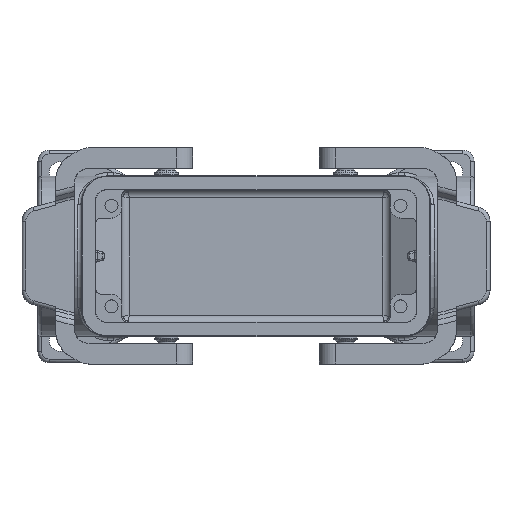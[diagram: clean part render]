
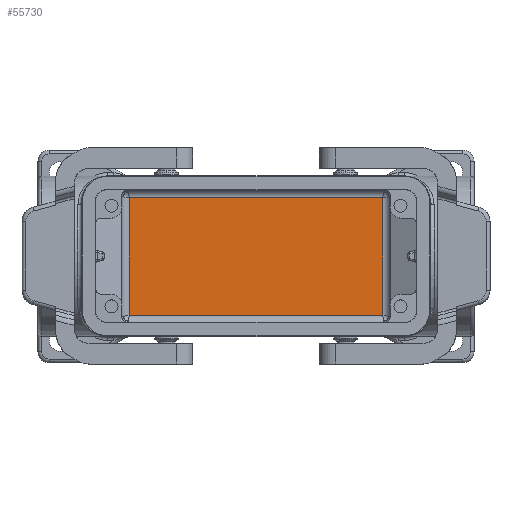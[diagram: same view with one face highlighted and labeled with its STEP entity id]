
A CAD part, top view. The second image highlights one B-rep face of the part: STEP entity #55730.
In plain terms, the highlighted planar face has unit normal (0, 0, 1).
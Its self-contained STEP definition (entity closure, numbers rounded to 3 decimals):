
#55340=CARTESIAN_POINT('',(97.269,40.205,3.));
#55350=DIRECTION('',(0.,0.,1.));
#55360=DIRECTION('',(-1.,0.,0.));
#55370=AXIS2_PLACEMENT_3D('',#55340,#55350,#55360);
#55380=PLANE('',#55370);
#55390=CARTESIAN_POINT('',(107.569,0.,
3.));
#55400=DIRECTION('',(0.,1.,0.));
#55410=VECTOR('',#55400,1.);
#55420=LINE('',#55390,#55410);
#55430=CARTESIAN_POINT('',(107.569,24.455,3.)
);
#55440=VERTEX_POINT('',#55430);
#55450=CARTESIAN_POINT('',(107.569,55.955,3.)
);
#55460=VERTEX_POINT('',#55450);
#55470=EDGE_CURVE('',#55440,#55460,#55420,.T.);
#55480=ORIENTED_EDGE('',*,*,#55470,.T.);
#55490=CARTESIAN_POINT('',(0.,24.455,3.));
#55500=DIRECTION('',(1.,0.,0.));
#55510=VECTOR('',#55500,1.);
#55520=LINE('',#55490,#55510);
#55530=CARTESIAN_POINT('',(39.569,24.455,3.))
;
#55540=VERTEX_POINT('',#55530);
#55550=EDGE_CURVE('',#55540,#55440,#55520,.T.);
#55560=ORIENTED_EDGE('',*,*,#55550,.T.);
#55570=CARTESIAN_POINT('',(39.569,0.,
3.));
#55580=DIRECTION('',(0.,1.,0.));
#55590=VECTOR('',#55580,1.);
#55600=LINE('',#55570,#55590);
#55610=CARTESIAN_POINT('',(39.569,55.955,3.));
#55620=VERTEX_POINT('',#55610);
#55630=EDGE_CURVE('',#55540,#55620,#55600,.T.);
#55640=ORIENTED_EDGE('',*,*,#55630,.F.);
#55650=CARTESIAN_POINT('',(0.,55.955,3.));
#55660=DIRECTION('',(-1.,0.,0.));
#55670=VECTOR('',#55660,1.);
#55680=LINE('',#55650,#55670);
#55690=EDGE_CURVE('',#55460,#55620,#55680,.T.);
#55700=ORIENTED_EDGE('',*,*,#55690,.T.);
#55710=EDGE_LOOP('',(#55700,#55640,#55560,#55480));
#55720=FACE_OUTER_BOUND('',#55710,.T.);
#55730=ADVANCED_FACE('',(#55720),#55380,.T.);
